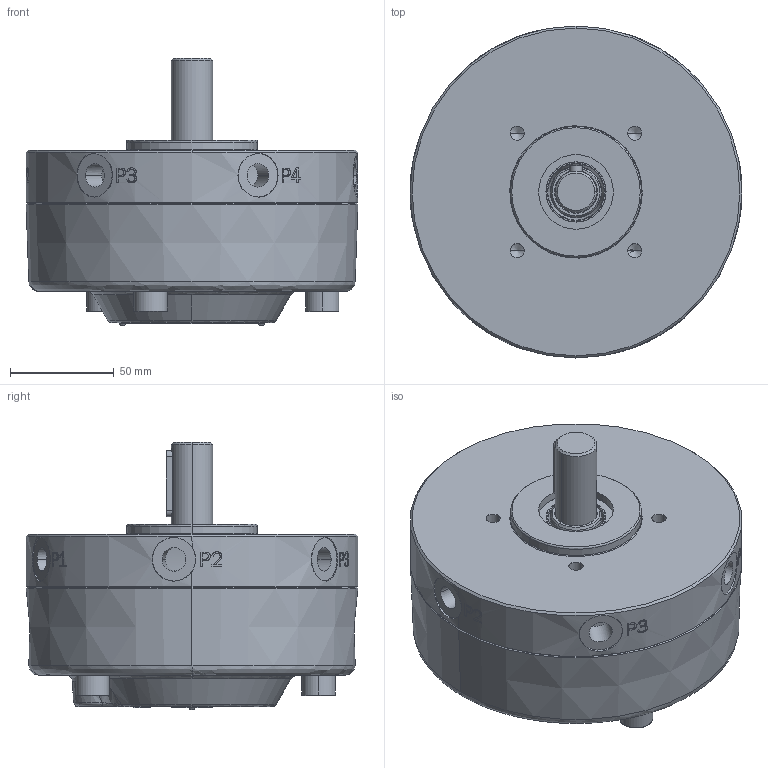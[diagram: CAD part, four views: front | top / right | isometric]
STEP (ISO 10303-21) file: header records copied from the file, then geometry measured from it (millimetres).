
FILE_DESCRIPTION (( 'STEP AP214' ), '1' );
FILE_NAME ('MRK701_6x1 piston.STEP', '2021-03-12T08:31:30', ( '' ), ( '' ), 'SwSTEP 2.0', 'SolidWorks 2020', '' );
FILE_SCHEMA (( 'AUTOMOTIVE_DESIGN' ));
Length unit declared in the file: millimetre
Products named in the file (1): MRK701_6x1 piston
Bounding box: 160 x 160 x 129.1 mm (x, y, z)
Volume: 1441509.8 mm3; surface area: 103750.5 mm2
Topology: 1 solids, 25 shells, 1015 faces, 2474 edges, 1594 vertices
Faces by surface type: plane 442, bspline 332, cylinder 166, cone 71, torus 4
Entity records: 57283 total; most frequent: CARTESIAN_POINT 35460, ORIENTED_EDGE 4932, DIRECTION 3760, EDGE_CURVE 2466, VERTEX_POINT 1594, AXIS2_PLACEMENT_3D 1270, VECTOR 1220, LINE 1220
